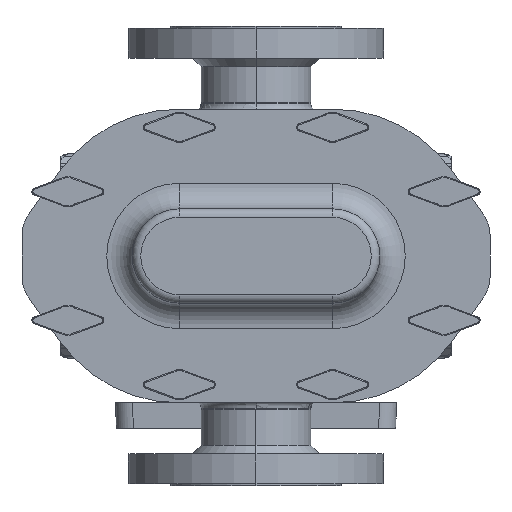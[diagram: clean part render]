
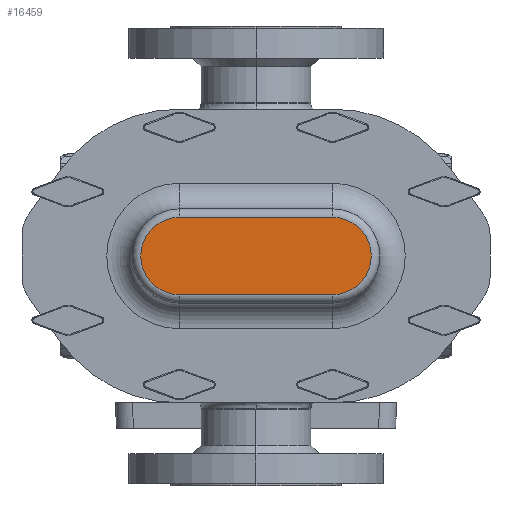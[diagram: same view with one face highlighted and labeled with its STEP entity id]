
A CAD part, left-side view. The second image highlights one B-rep face of the part: STEP entity #16459.
In plain terms, the highlighted planar face has unit normal (-1, 0, 0).
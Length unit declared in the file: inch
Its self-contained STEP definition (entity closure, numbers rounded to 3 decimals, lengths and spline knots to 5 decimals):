
#366 = CARTESIAN_POINT ( 'NONE',  ( -2.21, -2.25, -1.135 ) ) ;
#723 = EDGE_CURVE ( 'NONE', #25893, #8146, #21976, .T. ) ;
#2387 = DIRECTION ( 'NONE',  ( 0., 0., 1. ) ) ;
#2471 = EDGE_LOOP ( 'NONE', ( #23876, #9016, #35370, #8908 ) ) ;
#3296 = CARTESIAN_POINT ( 'NONE',  ( -2.21, -2.25, 0. ) ) ;
#3337 = CIRCLE ( 'NONE', #17541, 1.135 ) ;
#5021 = DIRECTION ( 'NONE',  ( -1., 0., 0. ) ) ;
#5240 = CARTESIAN_POINT ( 'NONE',  ( -2.21, 2.25, 1.135 ) ) ;
#8146 = VERTEX_POINT ( 'NONE', #366 ) ;
#8908 = ORIENTED_EDGE ( 'NONE', *, *, #13713, .T. ) ;
#9016 = ORIENTED_EDGE ( 'NONE', *, *, #29050, .T. ) ;
#11132 = LINE ( 'NONE', #5240, #16142 ) ;
#12363 = DIRECTION ( 'NONE',  ( 0., 0., 1. ) ) ;
#13713 = EDGE_CURVE ( 'NONE', #8146, #35691, #26237, .T. ) ;
#15616 = DIRECTION ( 'NONE',  ( -1., 0., 0. ) ) ;
#16142 = VECTOR ( 'NONE', #39056, 39.37008 ) ;
#16459 = ADVANCED_FACE ( 'NONE', ( #29766 ), #26548, .T. ) ;
#17094 = AXIS2_PLACEMENT_3D ( 'NONE', #18250, #15616, #12363 ) ;
#17541 = AXIS2_PLACEMENT_3D ( 'NONE', #21053, #5021, #2387 ) ;
#17997 = EDGE_CURVE ( 'NONE', #35691, #36063, #11132, .T. ) ;
#18250 = CARTESIAN_POINT ( 'NONE',  ( -2.21, 2.25, 0. ) ) ;
#18426 = CARTESIAN_POINT ( 'NONE',  ( -2.21, 2.25, -1.135 ) ) ;
#18614 = CARTESIAN_POINT ( 'NONE',  ( -2.21, 2.25, 1.135 ) ) ;
#18693 = DIRECTION ( 'NONE',  ( -1., 0., 0. ) ) ;
#19529 = CARTESIAN_POINT ( 'NONE',  ( -2.21, -2.25, -1.135 ) ) ;
#21053 = CARTESIAN_POINT ( 'NONE',  ( -2.21, 2.25, 0. ) ) ;
#21976 = LINE ( 'NONE', #19529, #39656 ) ;
#23876 = ORIENTED_EDGE ( 'NONE', *, *, #17997, .T. ) ;
#24942 = AXIS2_PLACEMENT_3D ( 'NONE', #3296, #18693, #31022 ) ;
#25893 = VERTEX_POINT ( 'NONE', #18426 ) ;
#26237 = CIRCLE ( 'NONE', #24942, 1.135 ) ;
#26548 = PLANE ( 'NONE',  #17094 ) ;
#29050 = EDGE_CURVE ( 'NONE', #36063, #25893, #3337, .T. ) ;
#29766 = FACE_OUTER_BOUND ( 'NONE', #2471, .T. ) ;
#31022 = DIRECTION ( 'NONE',  ( 0., 0., 1. ) ) ;
#35370 = ORIENTED_EDGE ( 'NONE', *, *, #723, .T. ) ;
#35691 = VERTEX_POINT ( 'NONE', #37685 ) ;
#36063 = VERTEX_POINT ( 'NONE', #18614 ) ;
#37685 = CARTESIAN_POINT ( 'NONE',  ( -2.21, -2.25, 1.135 ) ) ;
#37747 = DIRECTION ( 'NONE',  ( 0., -1., 0. ) ) ;
#39056 = DIRECTION ( 'NONE',  ( 0., 1., 0. ) ) ;
#39656 = VECTOR ( 'NONE', #37747, 39.37008 ) ;
